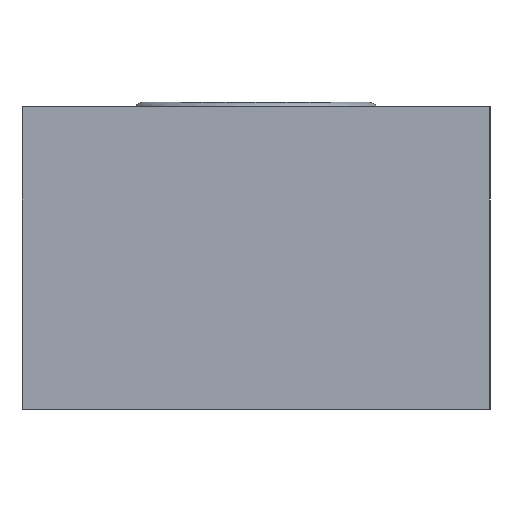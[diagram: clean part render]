
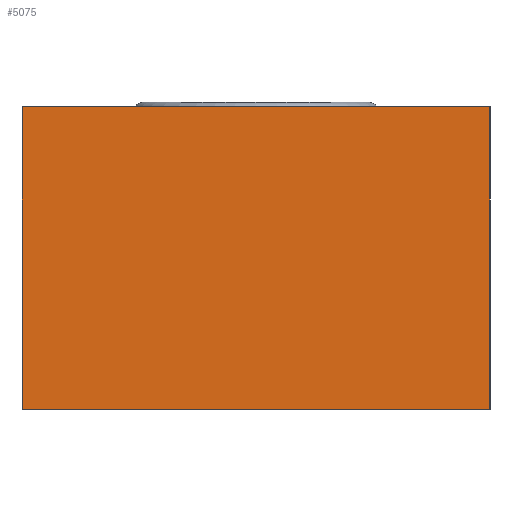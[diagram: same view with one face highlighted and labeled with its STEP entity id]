
A CAD part, front view. The second image highlights one B-rep face of the part: STEP entity #5075.
In plain terms, the highlighted planar face has unit normal (0, -1, 0).
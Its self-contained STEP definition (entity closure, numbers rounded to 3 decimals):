
#1234 = DIRECTION ( 'NONE',  ( 0., 0., 1. ) ) ;
#1702 = PLANE ( 'NONE',  #16000 ) ;
#2008 = DIRECTION ( 'NONE',  ( 1., 0., 0. ) ) ;
#2305 = FACE_OUTER_BOUND ( 'NONE', #7855, .T. ) ;
#2604 = LINE ( 'NONE', #14338, #4419 ) ;
#3281 = EDGE_CURVE ( 'NONE', #15262, #16513, #11116, .T. ) ;
#3481 = VECTOR ( 'NONE', #17700, 1000. ) ;
#3727 = VECTOR ( 'NONE', #2008, 1000. ) ;
#4199 = LINE ( 'NONE', #17620, #3727 ) ;
#4419 = VECTOR ( 'NONE', #16068, 1000. ) ;
#5075 = ADVANCED_FACE ( 'NONE', ( #2305 ), #1702, .T. ) ;
#5550 = CARTESIAN_POINT ( 'NONE',  ( 76., -101.6, -49.2 ) ) ;
#5661 = EDGE_CURVE ( 'NONE', #13781, #15262, #4199, .T. ) ;
#6105 = EDGE_CURVE ( 'NONE', #10113, #16513, #2604, .T. ) ;
#7229 = DIRECTION ( 'NONE',  ( 0., 0., -1. ) ) ;
#7293 = VECTOR ( 'NONE', #1234, 1000. ) ;
#7855 = EDGE_LOOP ( 'NONE', ( #8805, #13552, #12714, #10753 ) ) ;
#8246 = CARTESIAN_POINT ( 'NONE',  ( 76., -101.6, 0. ) ) ;
#8805 = ORIENTED_EDGE ( 'NONE', *, *, #6105, .F. ) ;
#9046 = CARTESIAN_POINT ( 'NONE',  ( 0., -101.6, 0. ) ) ;
#9775 = CARTESIAN_POINT ( 'NONE',  ( 0., -101.6, -49.2 ) ) ;
#9832 = CARTESIAN_POINT ( 'NONE',  ( 0., -101.6, -49.2 ) ) ;
#10003 = LINE ( 'NONE', #9832, #7293 ) ;
#10113 = VERTEX_POINT ( 'NONE', #9046 ) ;
#10753 = ORIENTED_EDGE ( 'NONE', *, *, #3281, .T. ) ;
#11116 = LINE ( 'NONE', #11950, #3481 ) ;
#11567 = CARTESIAN_POINT ( 'NONE',  ( 0., -101.6, -49.2 ) ) ;
#11950 = CARTESIAN_POINT ( 'NONE',  ( 76., -101.6, -49.2 ) ) ;
#12714 = ORIENTED_EDGE ( 'NONE', *, *, #5661, .T. ) ;
#13552 = ORIENTED_EDGE ( 'NONE', *, *, #17628, .F. ) ;
#13781 = VERTEX_POINT ( 'NONE', #9775 ) ;
#14338 = CARTESIAN_POINT ( 'NONE',  ( 0., -101.6, 0. ) ) ;
#15262 = VERTEX_POINT ( 'NONE', #5550 ) ;
#16000 = AXIS2_PLACEMENT_3D ( 'NONE', #11567, #16040, #7229 ) ;
#16040 = DIRECTION ( 'NONE',  ( 0., -1., 0. ) ) ;
#16068 = DIRECTION ( 'NONE',  ( 1., 0., 0. ) ) ;
#16513 = VERTEX_POINT ( 'NONE', #8246 ) ;
#17620 = CARTESIAN_POINT ( 'NONE',  ( 0., -101.6, -49.2 ) ) ;
#17628 = EDGE_CURVE ( 'NONE', #13781, #10113, #10003, .T. ) ;
#17700 = DIRECTION ( 'NONE',  ( 0., 0., 1. ) ) ;
